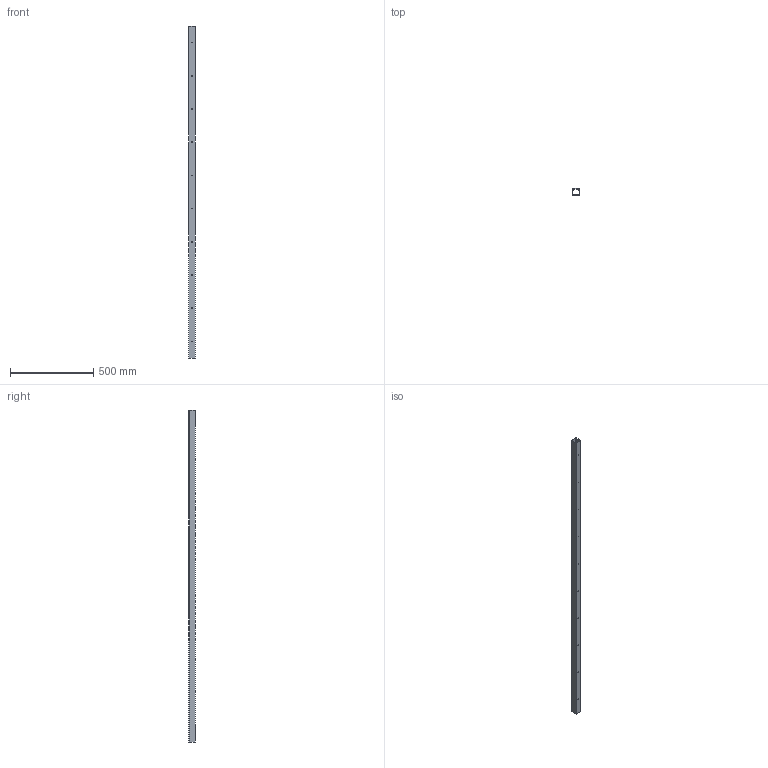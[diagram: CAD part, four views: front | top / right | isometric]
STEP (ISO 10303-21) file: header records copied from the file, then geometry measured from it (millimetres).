
FILE_DESCRIPTION (( 'STEP AP214' ), '1' );
FILE_NAME ('ÀÃÈÅ 026.00.001-11_Îñíîâàíèå 40õ40.STEP', '2016-06-14T12:15:07', ( '' ), ( '' ), 'SwSTEP 2.0', 'SolidWorks 2014', '' );
FILE_SCHEMA (( 'AUTOMOTIVE_DESIGN' ));
Length unit declared in the file: millimetre
Products named in the file (1): ÀÃÈÅ 026.00.001-11_Îñíîâàíèå 40õ40
Bounding box: 40 x 40 x 2000 mm (x, y, z)
Volume: 375102 mm3; surface area: 676153.7 mm2
Topology: 2 solids, 2 shells, 50 faces, 138 edges, 92 vertices
Faces by surface type: plane 26, cylinder 24
Entity records: 1693 total; most frequent: DIRECTION 288, CARTESIAN_POINT 281, ORIENTED_EDGE 276, EDGE_CURVE 138, AXIS2_PLACEMENT_3D 99, VERTEX_POINT 92, VECTOR 90, LINE 90
